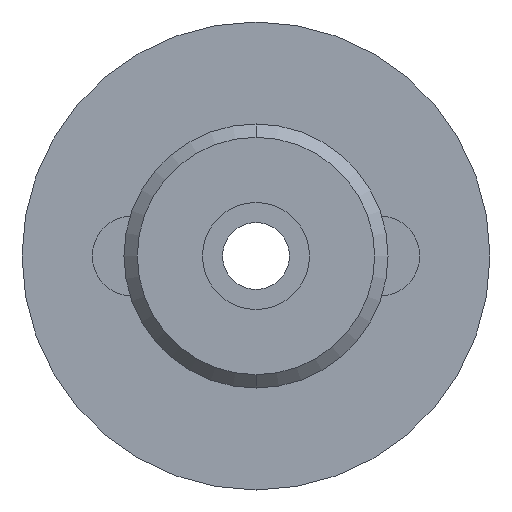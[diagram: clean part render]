
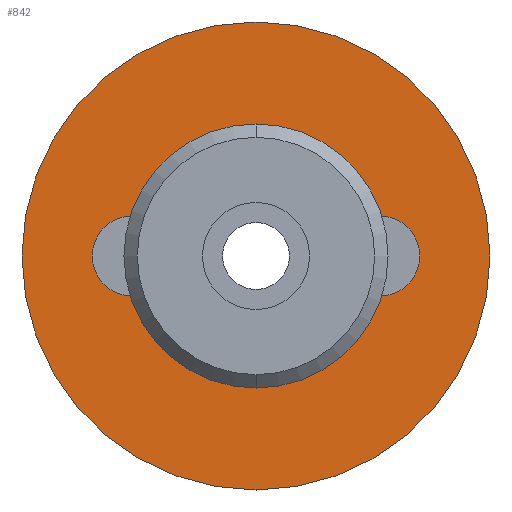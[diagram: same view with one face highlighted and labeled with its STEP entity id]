
A CAD part, front view. The second image highlights one B-rep face of the part: STEP entity #842.
In plain terms, the highlighted planar face has unit normal (0, -1, 0).
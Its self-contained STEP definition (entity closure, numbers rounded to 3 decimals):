
#42 = VERTEX_POINT ( 'NONE', #4433 ) ;
#134 = EDGE_LOOP ( 'NONE', ( #4067, #3957, #3971, #3946, #4042, #4075, #4027, #4010, #3961, #4080 ) ) ;
#140 = EDGE_LOOP ( 'NONE', ( #4030, #3969 ) ) ;
#266 = VERTEX_POINT ( 'NONE', #4366 ) ;
#270 = VERTEX_POINT ( 'NONE', #4273 ) ;
#502 = VERTEX_POINT ( 'NONE', #4324 ) ;
#842 = ADVANCED_FACE ( 'NONE', ( #3881, #3882 ), #962, .F. ) ;
#938 = DIRECTION ( 'NONE',  ( 0., 1., 0. ) ) ;
#961 = DIRECTION ( 'NONE',  ( 0., 0., 1. ) ) ;
#962 = PLANE ( 'NONE',  #3470 ) ;
#990 = CARTESIAN_POINT ( 'NONE',  ( 3.5, 3.6, 0. ) ) ;
#2127 = AXIS2_PLACEMENT_3D ( 'NONE', #2639, #2637, #2644 ) ;
#2128 = AXIS2_PLACEMENT_3D ( 'NONE', #2746, #2747, #2744 ) ;
#2134 = AXIS2_PLACEMENT_3D ( 'NONE', #2288, #2333, #2353 ) ;
#2146 = AXIS2_PLACEMENT_3D ( 'NONE', #2459, #2458, #2457 ) ;
#2192 = AXIS2_PLACEMENT_3D ( 'NONE', #2389, #2390, #2387 ) ;
#2193 = AXIS2_PLACEMENT_3D ( 'NONE', #2391, #2405, #2406 ) ;
#2195 = AXIS2_PLACEMENT_3D ( 'NONE', #2381, #2380, #2379 ) ;
#2216 = AXIS2_PLACEMENT_3D ( 'NONE', #2514, #2513, #2515 ) ;
#2224 = AXIS2_PLACEMENT_3D ( 'NONE', #2410, #2409, #2408 ) ;
#2237 = AXIS2_PLACEMENT_3D ( 'NONE', #2416, #2450, #2440 ) ;
#2247 = AXIS2_PLACEMENT_3D ( 'NONE', #2495, #2498, #2462 ) ;
#2250 = AXIS2_PLACEMENT_3D ( 'NONE', #2453, #2452, #2463 ) ;
#2288 = CARTESIAN_POINT ( 'NONE',  ( 0., 3.6, 0. ) ) ;
#2315 = CARTESIAN_POINT ( 'NONE',  ( -1.25, 3.6, 0. ) ) ;
#2323 = CARTESIAN_POINT ( 'NONE',  ( -1.85, 3.6, 0.6 ) ) ;
#2324 = CARTESIAN_POINT ( 'NONE',  ( 1.85, 3.6, 0.6 ) ) ;
#2333 = DIRECTION ( 'NONE',  ( 0., 1., 0. ) ) ;
#2353 = DIRECTION ( 'NONE',  ( 0., 0., 1. ) ) ;
#2379 = DIRECTION ( 'NONE',  ( 0., 0., 1. ) ) ;
#2380 = DIRECTION ( 'NONE',  ( 0., 1., 0. ) ) ;
#2381 = CARTESIAN_POINT ( 'NONE',  ( 1.85, 3.6, 0. ) ) ;
#2387 = DIRECTION ( 'NONE',  ( 0., 0., 1. ) ) ;
#2389 = CARTESIAN_POINT ( 'NONE',  ( 1.85, 3.6, 0. ) ) ;
#2390 = DIRECTION ( 'NONE',  ( 0., 1., 0. ) ) ;
#2391 = CARTESIAN_POINT ( 'NONE',  ( -1.85, 3.6, 0. ) ) ;
#2405 = DIRECTION ( 'NONE',  ( 0., 1., 0. ) ) ;
#2406 = DIRECTION ( 'NONE',  ( 0., 0., 1. ) ) ;
#2408 = DIRECTION ( 'NONE',  ( 0., 0., 1. ) ) ;
#2409 = DIRECTION ( 'NONE',  ( 0., 1., 0. ) ) ;
#2410 = CARTESIAN_POINT ( 'NONE',  ( 0., 3.6, 0. ) ) ;
#2416 = CARTESIAN_POINT ( 'NONE',  ( 0., 3.6, 0. ) ) ;
#2424 = CARTESIAN_POINT ( 'NONE',  ( 1.85, 3.6, -0.6 ) ) ;
#2440 = DIRECTION ( 'NONE',  ( 0., 0., 1. ) ) ;
#2450 = DIRECTION ( 'NONE',  ( 0., 1., 0. ) ) ;
#2452 = DIRECTION ( 'NONE',  ( 0., 1., 0. ) ) ;
#2453 = CARTESIAN_POINT ( 'NONE',  ( -1.85, 3.6, 0. ) ) ;
#2457 = DIRECTION ( 'NONE',  ( 0., 0., 1. ) ) ;
#2458 = DIRECTION ( 'NONE',  ( 0., 1., 0. ) ) ;
#2459 = CARTESIAN_POINT ( 'NONE',  ( -1.85, 3.6, 0. ) ) ;
#2462 = DIRECTION ( 'NONE',  ( 0., 0., 1. ) ) ;
#2463 = DIRECTION ( 'NONE',  ( 0., 0., 1. ) ) ;
#2465 = CARTESIAN_POINT ( 'NONE',  ( -1.85, 3.6, -0.6 ) ) ;
#2490 = CARTESIAN_POINT ( 'NONE',  ( 1.25, 3.6, 0. ) ) ;
#2495 = CARTESIAN_POINT ( 'NONE',  ( 1.85, 3.6, 0. ) ) ;
#2498 = DIRECTION ( 'NONE',  ( 0., 1., 0. ) ) ;
#2513 = DIRECTION ( 'NONE',  ( 0., 1., 0. ) ) ;
#2514 = CARTESIAN_POINT ( 'NONE',  ( 0., 3.6, 0. ) ) ;
#2515 = DIRECTION ( 'NONE',  ( 0., 0., 1. ) ) ;
#2637 = DIRECTION ( 'NONE',  ( 0., 1., 0. ) ) ;
#2639 = CARTESIAN_POINT ( 'NONE',  ( 0., 3.6, 0. ) ) ;
#2644 = DIRECTION ( 'NONE',  ( 0., 0., 1. ) ) ;
#2744 = DIRECTION ( 'NONE',  ( 0., 0., 1. ) ) ;
#2746 = CARTESIAN_POINT ( 'NONE',  ( 0., 3.6, 0. ) ) ;
#2747 = DIRECTION ( 'NONE',  ( 0., 1., 0. ) ) ;
#2991 = EDGE_CURVE ( 'NONE', #3972, #270, #3672, .T. ) ;
#2996 = EDGE_CURVE ( 'NONE', #266, #3972, #3660, .T. ) ;
#3096 = EDGE_CURVE ( 'NONE', #502, #42, #3780, .T. ) ;
#3103 = EDGE_CURVE ( 'NONE', #3941, #3972, #3776, .T. ) ;
#3105 = EDGE_CURVE ( 'NONE', #3949, #4112, #3614, .T. ) ;
#3106 = EDGE_CURVE ( 'NONE', #3972, #4121, #3765, .T. ) ;
#3118 = EDGE_CURVE ( 'NONE', #4121, #3941, #3758, .T. ) ;
#3119 = EDGE_CURVE ( 'NONE', #4099, #3949, #3860, .T. ) ;
#3121 = EDGE_CURVE ( 'NONE', #4112, #4099, #3846, .T. ) ;
#3129 = EDGE_CURVE ( 'NONE', #42, #502, #3848, .T. ) ;
#3130 = EDGE_CURVE ( 'NONE', #4099, #266, #3849, .T. ) ;
#3135 = EDGE_CURVE ( 'NONE', #270, #4099, #3628, .T. ) ;
#3470 = AXIS2_PLACEMENT_3D ( 'NONE', #990, #938, #961 ) ;
#3614 = CIRCLE ( 'NONE', #2193, 0.6 ) ;
#3628 = CIRCLE ( 'NONE', #2216, 1.25 ) ;
#3660 = CIRCLE ( 'NONE', #2127, 1.25 ) ;
#3672 = CIRCLE ( 'NONE', #2128, 1.25 ) ;
#3758 = CIRCLE ( 'NONE', #2247, 0.6 ) ;
#3765 = CIRCLE ( 'NONE', #2192, 0.6 ) ;
#3776 = CIRCLE ( 'NONE', #2195, 0.6 ) ;
#3780 = CIRCLE ( 'NONE', #2134, 3.5 ) ;
#3846 = CIRCLE ( 'NONE', #2250, 0.6 ) ;
#3848 = CIRCLE ( 'NONE', #2224, 3.5 ) ;
#3849 = CIRCLE ( 'NONE', #2237, 1.25 ) ;
#3860 = CIRCLE ( 'NONE', #2146, 0.6 ) ;
#3881 = FACE_OUTER_BOUND ( 'NONE', #140, .T. ) ;
#3882 = FACE_BOUND ( 'NONE', #134, .T. ) ;
#3941 = VERTEX_POINT ( 'NONE', #2424 ) ;
#3946 = ORIENTED_EDGE ( 'NONE', *, *, #3118, .T. ) ;
#3949 = VERTEX_POINT ( 'NONE', #2465 ) ;
#3957 = ORIENTED_EDGE ( 'NONE', *, *, #2996, .T. ) ;
#3961 = ORIENTED_EDGE ( 'NONE', *, *, #3105, .T. ) ;
#3969 = ORIENTED_EDGE ( 'NONE', *, *, #3129, .F. ) ;
#3971 = ORIENTED_EDGE ( 'NONE', *, *, #3106, .T. ) ;
#3972 = VERTEX_POINT ( 'NONE', #2490 ) ;
#4010 = ORIENTED_EDGE ( 'NONE', *, *, #3119, .T. ) ;
#4027 = ORIENTED_EDGE ( 'NONE', *, *, #3135, .T. ) ;
#4030 = ORIENTED_EDGE ( 'NONE', *, *, #3096, .F. ) ;
#4042 = ORIENTED_EDGE ( 'NONE', *, *, #3103, .T. ) ;
#4067 = ORIENTED_EDGE ( 'NONE', *, *, #3130, .T. ) ;
#4075 = ORIENTED_EDGE ( 'NONE', *, *, #2991, .T. ) ;
#4080 = ORIENTED_EDGE ( 'NONE', *, *, #3121, .T. ) ;
#4099 = VERTEX_POINT ( 'NONE', #2315 ) ;
#4112 = VERTEX_POINT ( 'NONE', #2323 ) ;
#4121 = VERTEX_POINT ( 'NONE', #2324 ) ;
#4273 = CARTESIAN_POINT ( 'NONE',  ( 0., 3.6, -1.25 ) ) ;
#4324 = CARTESIAN_POINT ( 'NONE',  ( 0., 3.6, 3.5 ) ) ;
#4366 = CARTESIAN_POINT ( 'NONE',  ( 0., 3.6, 1.25 ) ) ;
#4433 = CARTESIAN_POINT ( 'NONE',  ( 0., 3.6, -3.5 ) ) ;
